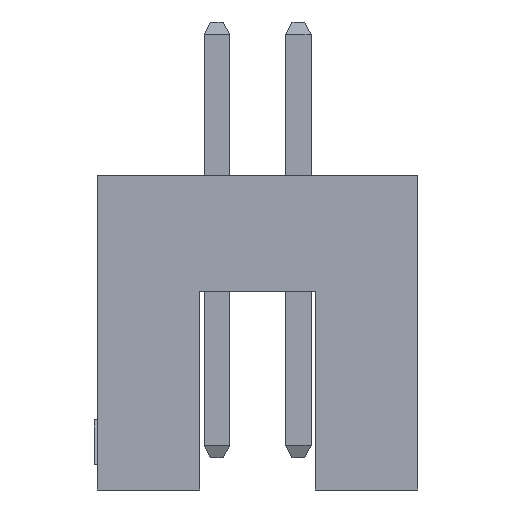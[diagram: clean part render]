
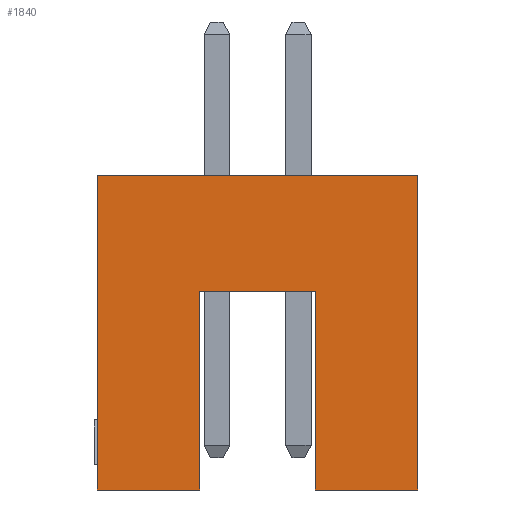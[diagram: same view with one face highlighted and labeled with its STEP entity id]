
A CAD part, front view. The second image highlights one B-rep face of the part: STEP entity #1840.
In plain terms, the highlighted planar face has unit normal (0, -1, 0).
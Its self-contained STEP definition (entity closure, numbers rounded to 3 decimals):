
#1=DIRECTION('',(-1.,0.,0.));
#2=VECTOR('',#1,1.8);
#3=CARTESIAN_POINT('',(0.9,-6.35,0.65));
#4=LINE('',#3,#2);
#5=DIRECTION('',(0.,0.,-1.));
#6=VECTOR('',#5,3.1);
#7=CARTESIAN_POINT('',(-0.9,-6.35,0.65));
#8=LINE('',#7,#6);
#293=DIRECTION('',(0.,0.,-1.));
#294=VECTOR('',#293,4.9);
#295=CARTESIAN_POINT('',(-2.5,-6.35,2.45));
#296=LINE('',#295,#294);
#397=DIRECTION('',(0.,0.,-1.));
#398=VECTOR('',#397,3.1);
#399=CARTESIAN_POINT('',(0.9,-6.35,0.65));
#400=LINE('',#399,#398);
#421=DIRECTION('',(1.,0.,0.));
#422=VECTOR('',#421,1.6);
#423=CARTESIAN_POINT('',(0.9,-6.35,-2.45));
#424=LINE('',#423,#422);
#469=DIRECTION('',(0.,0.,1.));
#470=VECTOR('',#469,4.9);
#471=CARTESIAN_POINT('',(2.5,-6.35,-2.45));
#472=LINE('',#471,#470);
#537=DIRECTION('',(-1.,0.,0.));
#538=VECTOR('',#537,5.);
#539=CARTESIAN_POINT('',(2.5,-6.35,2.45));
#540=LINE('',#539,#538);
#1325=DIRECTION('',(1.,0.,0.));
#1326=VECTOR('',#1325,1.6);
#1327=CARTESIAN_POINT('',(-2.5,-6.35,-2.45));
#1328=LINE('',#1327,#1326);
#1385=CARTESIAN_POINT('',(0.9,-6.35,0.65));
#1386=CARTESIAN_POINT('',(-0.9,-6.35,0.65));
#1387=VERTEX_POINT('',#1385);
#1388=VERTEX_POINT('',#1386);
#1389=CARTESIAN_POINT('',(-0.9,-6.35,-2.45));
#1390=VERTEX_POINT('',#1389);
#1391=CARTESIAN_POINT('',(-2.5,-6.35,-2.45));
#1392=VERTEX_POINT('',#1391);
#1393=CARTESIAN_POINT('',(-2.5,-6.35,2.45));
#1394=VERTEX_POINT('',#1393);
#1395=CARTESIAN_POINT('',(2.5,-6.35,2.45));
#1396=VERTEX_POINT('',#1395);
#1397=CARTESIAN_POINT('',(2.5,-6.35,-2.45));
#1398=VERTEX_POINT('',#1397);
#1399=CARTESIAN_POINT('',(0.9,-6.35,-2.45));
#1400=VERTEX_POINT('',#1399);
#1817=CARTESIAN_POINT('',(0.,-6.35,0.));
#1818=DIRECTION('',(0.,1.,0.));
#1819=DIRECTION('',(1.,0.,0.));
#1820=AXIS2_PLACEMENT_3D('',#1817,#1818,#1819);
#1821=PLANE('',#1820);
#1823=ORIENTED_EDGE('',*,*,#1822,.T.);
#1825=ORIENTED_EDGE('',*,*,#1824,.T.);
#1827=ORIENTED_EDGE('',*,*,#1826,.F.);
#1829=ORIENTED_EDGE('',*,*,#1828,.F.);
#1831=ORIENTED_EDGE('',*,*,#1830,.F.);
#1833=ORIENTED_EDGE('',*,*,#1832,.F.);
#1835=ORIENTED_EDGE('',*,*,#1834,.F.);
#1837=ORIENTED_EDGE('',*,*,#1836,.F.);
#1838=EDGE_LOOP('',(#1823,#1825,#1827,#1829,#1831,#1833,#1835,#1837));
#1839=FACE_OUTER_BOUND('',#1838,.F.);
#1840=ADVANCED_FACE('',(#1839),#1821,.F.);
#1822=EDGE_CURVE('',#1387,#1388,#4,.T.);
#1824=EDGE_CURVE('',#1388,#1390,#8,.T.);
#1826=EDGE_CURVE('',#1392,#1390,#1328,.T.);
#1828=EDGE_CURVE('',#1394,#1392,#296,.T.);
#1830=EDGE_CURVE('',#1396,#1394,#540,.T.);
#1832=EDGE_CURVE('',#1398,#1396,#472,.T.);
#1834=EDGE_CURVE('',#1400,#1398,#424,.T.);
#1836=EDGE_CURVE('',#1387,#1400,#400,.T.);
